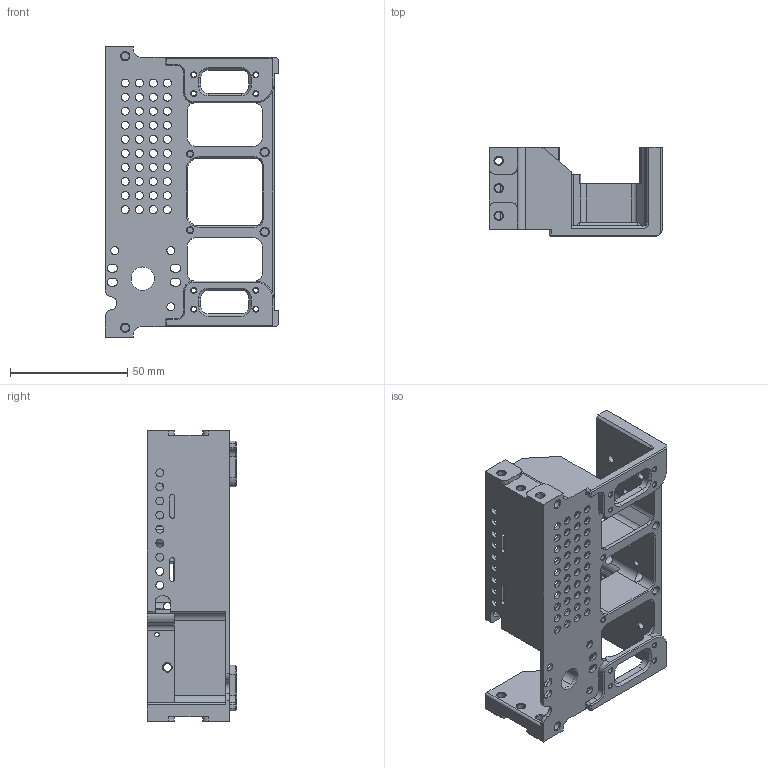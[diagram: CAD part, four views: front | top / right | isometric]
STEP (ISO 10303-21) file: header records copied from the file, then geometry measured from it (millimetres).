
FILE_DESCRIPTION(/* description */ (''),/* implementation_level */ '2;1');
FILE_NAME(/* name */ 'A02-01-0030-B-X30J机身框-20230324-梁家俊.stp',/* time_stamp */ '2023-03-24T15:17:40+08:00',/* author */ ('13326471722'),/* organization */ (''),/* preprocessor_version */ 'ST-DEVELOPER v18.1',/* originating_system */ 'Autodesk Inventor 2021',/* authorisation */ '');
FILE_SCHEMA (('AUTOMOTIVE_DESIGN { 1 0 10303 214 3 1 1 }'));
Length unit declared in the file: millimetre
Products named in the file (1): 002_1
Bounding box: 74 x 38 x 124 mm (x, y, z)
Volume: 52267.5 mm3; surface area: 42079.2 mm2
Topology: 1 solids, 1 shells, 468 faces, 1288 edges, 826 vertices
Faces by surface type: cylinder 196, plane 174, cone 94, torus 4
Full cylindrical faces by diameter (mm): 2 x1, 2.013 x1, 2.05 x8, 2.5 x8, 3.3 x24, 3.4 x52, 5 x2, 10 x1
Entity records: 16059 total; most frequent: CARTESIAN_POINT 2905, DIRECTION 2730, ORIENTED_EDGE 2576, EDGE_CURVE 1288, AXIS2_PLACEMENT_3D 1002, VERTEX_POINT 826, LINE 726, VECTOR 726
